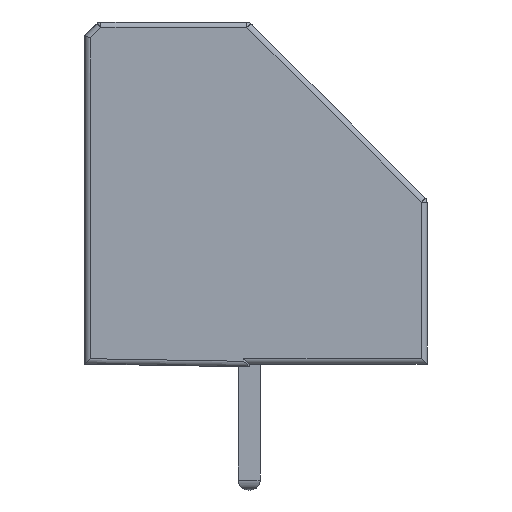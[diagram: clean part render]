
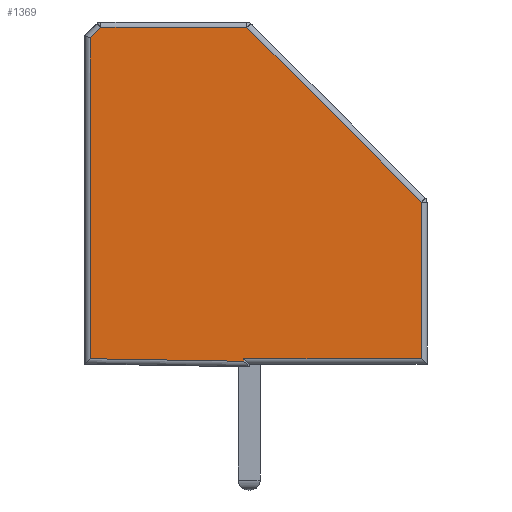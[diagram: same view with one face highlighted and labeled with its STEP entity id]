
A CAD part, left-side view. The second image highlights one B-rep face of the part: STEP entity #1369.
In plain terms, the highlighted planar face has unit normal (-1, 0, 0).
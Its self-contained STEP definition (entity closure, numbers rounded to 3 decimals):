
#13=DIRECTION('',(0.,0.,1.));
#28=VECTOR('',#13,1.);
#52=DIRECTION('',(0.,0.707,-0.707));
#80=DIRECTION('',(0.,-1.,0.));
#128=VECTOR('',#80,1.);
#149=VECTOR('',#150,1.);
#150=DIRECTION('',(0.,0.707,0.707));
#157=VECTOR('',#158,1.);
#158=DIRECTION('',(0.,1.,0.));
#165=VECTOR('',#52,1.);
#172=VECTOR('',#173,1.);
#173=DIRECTION('',(0.,0.,-1.));
#180=VECTOR('',#181,1.);
#181=DIRECTION('',(0.,-1.,-0.017));
#189=DIRECTION('',(-1.,0.,0.));
#190=DIRECTION('',(0.,-1.,0.));
#369=VERTEX_POINT('',#370);
#370=CARTESIAN_POINT('',(-2.5,-6.3,6.017));
#380=EDGE_CURVE('',#381,#369,#383,.T.);
#381=VERTEX_POINT('',#382);
#382=CARTESIAN_POINT('',(-2.5,-6.3,0.3));
#383=LINE('',#384,#28);
#384=CARTESIAN_POINT('',(-2.5,-6.3,0.1));
#762=VERTEX_POINT('',#763);
#763=CARTESIAN_POINT('',(-2.5,0.2,0.3));
#767=ORIENTED_EDGE('',*,*,#768,.T.);
#768=EDGE_CURVE('',#762,#381,#769,.T.);
#769=LINE('',#770,#128);
#770=CARTESIAN_POINT('',(-2.5,0.,0.3));
#1369=ADVANCED_FACE('',(#1370),#1407,.T.);
#1370=FACE_BOUND('',#1371,.T.);
#1371=EDGE_LOOP('',(#1372,#1380,#767,#1384,#1385,#1391,#1397,#1403));
#1372=ORIENTED_EDGE('',*,*,#1373,.T.);
#1373=EDGE_CURVE('',#1374,#1376,#1378,.T.);
#1374=VERTEX_POINT('',#1375);
#1375=CARTESIAN_POINT('',(-2.5,5.8,0.297));
#1376=VERTEX_POINT('',#1377);
#1377=CARTESIAN_POINT('',(-2.5,0.2,0.203));
#1378=LINE('',#1379,#180);
#1379=CARTESIAN_POINT('',(-2.5,5.997,0.3));
#1380=ORIENTED_EDGE('',*,*,#1381,.T.);
#1381=EDGE_CURVE('',#1376,#762,#1382,.T.);
#1382=LINE('',#1383,#28);
#1383=CARTESIAN_POINT('',(-2.5,0.2,0.));
#1384=ORIENTED_EDGE('',*,*,#380,.T.);
#1385=ORIENTED_EDGE('',*,*,#1386,.T.);
#1386=EDGE_CURVE('',#369,#1387,#1389,.T.);
#1387=VERTEX_POINT('',#1388);
#1388=CARTESIAN_POINT('',(-2.5,0.083,12.4));
#1389=LINE('',#1390,#149);
#1390=CARTESIAN_POINT('',(-2.5,-6.359,5.959));
#1391=ORIENTED_EDGE('',*,*,#1392,.T.);
#1392=EDGE_CURVE('',#1387,#1393,#1395,.T.);
#1393=VERTEX_POINT('',#1394);
#1394=CARTESIAN_POINT('',(-2.5,5.417,12.4));
#1395=LINE('',#1396,#157);
#1396=CARTESIAN_POINT('',(-2.5,0.,12.4));
#1397=ORIENTED_EDGE('',*,*,#1398,.T.);
#1398=EDGE_CURVE('',#1393,#1399,#1401,.T.);
#1399=VERTEX_POINT('',#1400);
#1400=CARTESIAN_POINT('',(-2.5,5.8,12.017));
#1401=LINE('',#1402,#165);
#1402=CARTESIAN_POINT('',(-2.5,5.359,12.459));
#1403=ORIENTED_EDGE('',*,*,#1404,.T.);
#1404=EDGE_CURVE('',#1399,#1374,#1405,.T.);
#1405=LINE('',#1406,#172);
#1406=CARTESIAN_POINT('',(-2.5,5.8,12.1));
#1407=PLANE('',#1408);
#1408=AXIS2_PLACEMENT_3D('',#1409,#189,#190);
#1409=CARTESIAN_POINT('',(-2.5,0.417,5.581));
